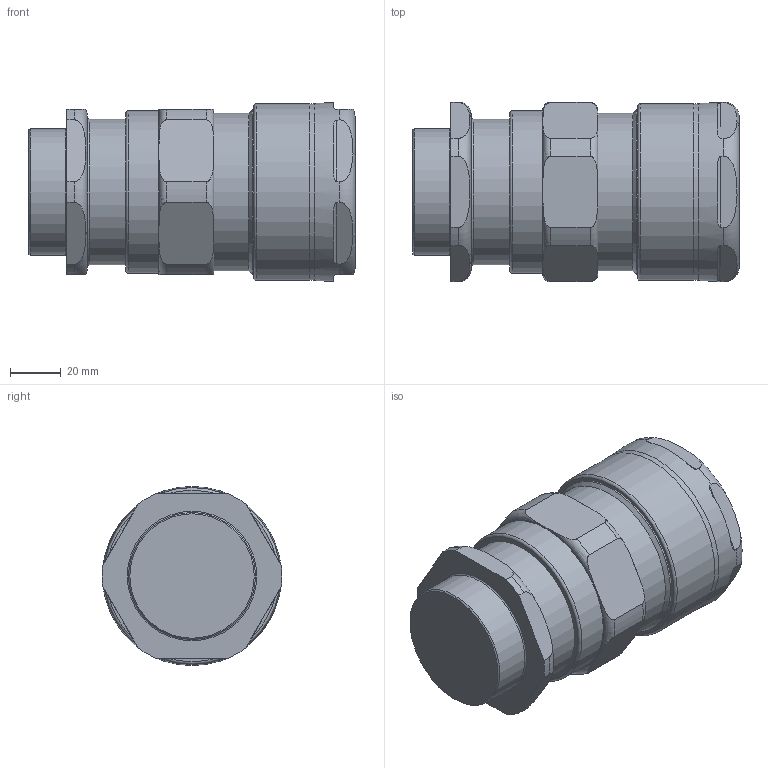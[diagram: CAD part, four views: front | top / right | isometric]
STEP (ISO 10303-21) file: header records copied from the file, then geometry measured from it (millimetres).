
FILE_DESCRIPTION(/* description */ (''),/* implementation_level */ '2;1');
FILE_NAME(/* name */ '453_RAC_X D.stp',/* time_stamp */ '2021-05-05T00:02:52+06:00',/* author */ ('vinaykumark'),/* organization */ (''),/* preprocessor_version */ 'ST-DEVELOPER v18',/* originating_system */ 'Autodesk Inventor 2020',/* authorisation */ '');
FILE_SCHEMA (('AUTOMOTIVE_DESIGN { 1 0 10303 214 3 1 1 }'));
Length unit declared in the file: inch
Products named in the file (1): 453_RAC_X D
Bounding box: 128.63 x 70.79 x 70.54 mm (x, y, z)
Volume: 601846.1 mm3; surface area: 106281.8 mm2
Topology: 9 solids, 9 shells, 474 faces, 1368 edges, 914 vertices
Faces by surface type: torus 140, cylinder 124, plane 104, cone 104, sphere 2
Full cylindrical faces by diameter (mm): 1 x6, 44.5 x1, 50 x1, 52.6 x1, 53.25 x1, 54.15 x2, 56.4 x1, 56.5 x1, 57.2 x3, 57.4 x1, 57.45 x1, 60.325 x1, 62.08 x1, 62.2 x1, 63 x1, 63.95 x1, 65 x1, 69.6 x1
Entity records: 19524 total; most frequent: CARTESIAN_POINT 6822, ORIENTED_EDGE 2732, DIRECTION 2548, EDGE_CURVE 1366, AXIS2_PLACEMENT_3D 1118, VERTEX_POINT 914, CIRCLE 643, EDGE_LOOP 482
